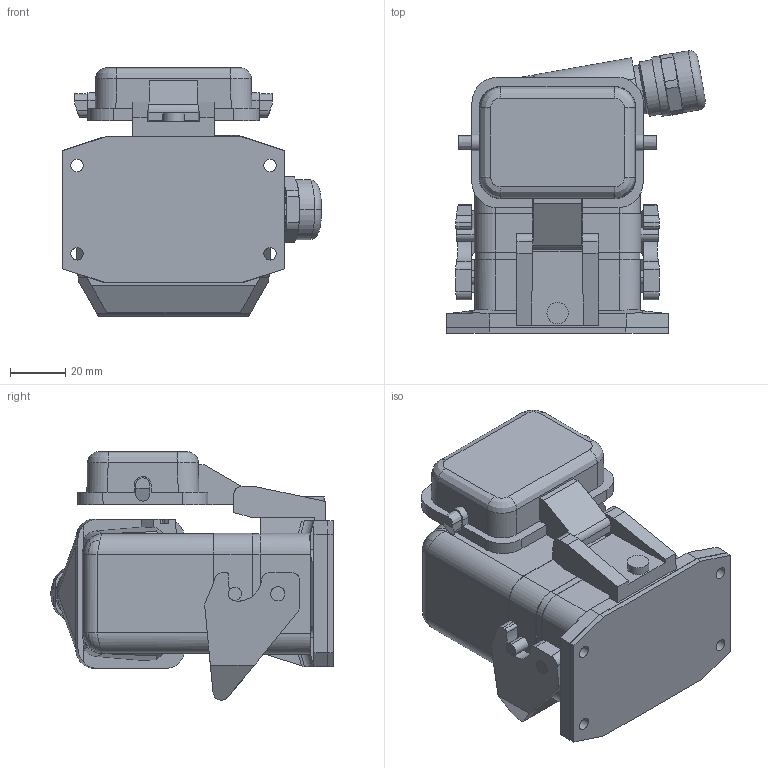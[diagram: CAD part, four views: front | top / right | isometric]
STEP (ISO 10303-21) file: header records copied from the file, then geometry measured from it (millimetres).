
FILE_DESCRIPTION(('SolidDesigner STEP Export'),'2;1');
FILE_NAME('1411487_HC_EVO_B06PT_BWSC_HL_M20ELC_AL-select.stp','2014-10-22T10:48:44',(''),(''),'Creo Elements/Direct Modeling STEP processor for AP214 (Solid Model)','Creo Elements/Direct Modeling 18.1B 29-Sep-2012 (C) Parametric Technology GmbH','');
FILE_SCHEMA(('AUTOMOTIVE_DESIGN { 1 0 10303 214 1 1 1 1 }'));
Length unit declared in the file: millimetre
Products named in the file (2): 1411487_HC_EVO_B06PT_BWSC_HL_M20ELC_AL-select
Assembly tree (1 placements, depth 2):
  1411487_HC_EVO_B06PT_BWSC_HL_M20ELC_AL-select
    1411487_HC_EVO_B06PT_BWSC_HL_M20ELC_AL-select
Bounding box: 93.9 x 102.44 x 90.07 mm (x, y, z)
Volume: 331119.8 mm3; surface area: 49912.8 mm2
Topology: 1 solids, 1 shells, 352 faces, 986 edges, 645 vertices
Faces by surface type: plane 204, cylinder 117, bspline 21, cone 6, torus 2, extrusion 2
Entity records: 16805 total; most frequent: CARTESIAN_POINT 5203, ORIENTED_EDGE 1972, DIRECTION 1668, EDGE_CURVE 986, VERTEX_POINT 645, VECTOR 630, LINE 628, AXIS2_PLACEMENT_3D 519
